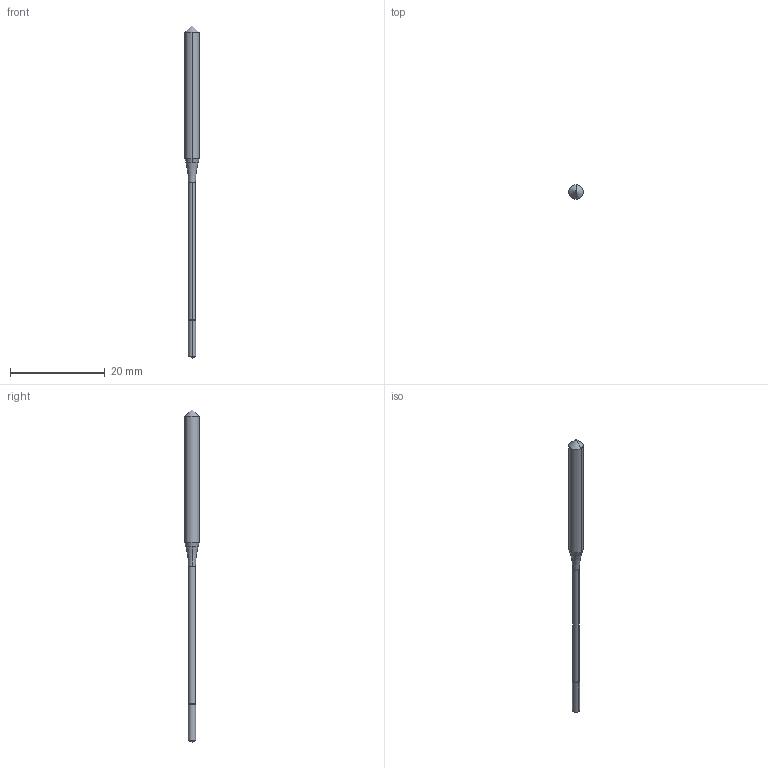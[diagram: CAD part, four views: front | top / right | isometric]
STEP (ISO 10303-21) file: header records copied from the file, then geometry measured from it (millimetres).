
FILE_DESCRIPTION(('STEP AP214'),'1');
FILE_NAME('607801617-000-00-E43.stp','2022-10-17T09:57:15',(' '),(' '),'Spatial InterOp 3D',' ',' ');
FILE_SCHEMA(('AUTOMOTIVE_DESIGN { 1 0 10303 214 1 1 1 1 }'));
Length unit declared in the file: millimetre
Products named in the file (1): 1
Bounding box: 3 x 3 x 70 mm (x, y, z)
Volume: 270.1 mm3; surface area: 467 mm2
Topology: 2 solids, 2 shells, 19 faces, 54 edges, 38 vertices
Faces by surface type: cone 8, cylinder 6, plane 3, torus 2
Entity records: 790 total; most frequent: DIRECTION 123, CARTESIAN_POINT 100, ORIENTED_EDGE 76, AXIS2_PLACEMENT_3D 50, EDGE_CURVE 38, LINE 27, VECTOR 27, CIRCLE 25
